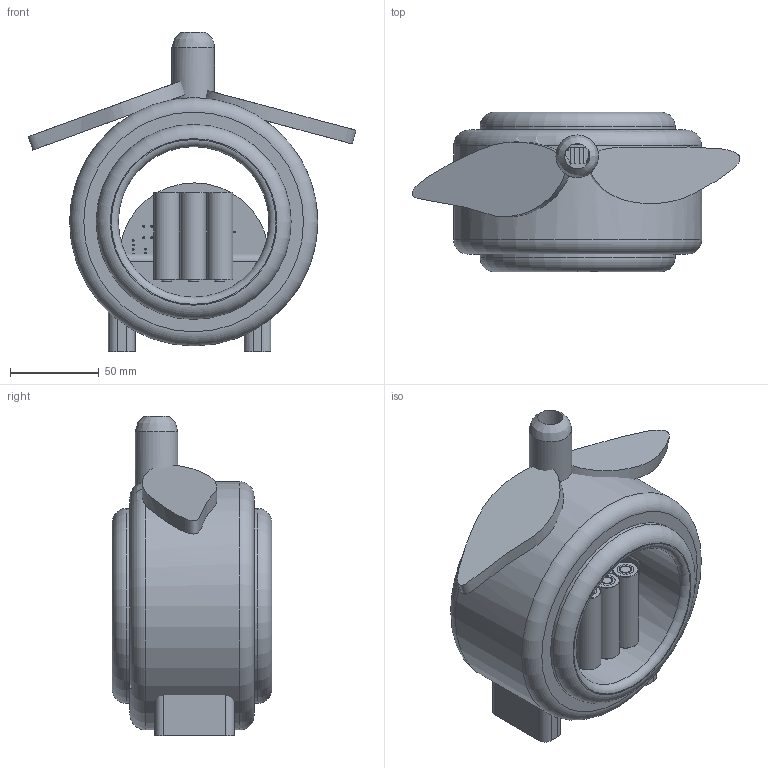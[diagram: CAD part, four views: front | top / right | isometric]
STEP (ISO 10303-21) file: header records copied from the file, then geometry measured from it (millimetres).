
FILE_DESCRIPTION(/* description */ (''),/* implementation_level */ '2;1');
FILE_NAME(/* name */ 'case.step',/* time_stamp */ '2025-11-30T19:14:08-05:00',/* author */ (''),/* organization */ (''),/* preprocessor_version */ 'ST-DEVELOPER v20.1',/* originating_system */ 'Autodesk Translation Framework v14.21.0.0',/* authorisation */ '');
FILE_SCHEMA (('AUTOMOTIVE_DESIGN { 1 0 10303 214 3 1 1 }'));
Length unit declared in the file: millimetre
Products named in the file (15): 2025-11-30-17-41-57-714; clementine clock 1; PinHeader_1x04_P2.54mm_Vertical; SW_SPDT_PCM12; SOIC-8_3.9x4.9mm_P1.27mm; SOT-23-5; SW_PUSH_6mm; JST_PH_B5B-PH-K_1x05_P2.00mm_Vertical; LED_0805_2012Metric; clementine clock_PCB; C_0805_2012Metric; JST_PH_B2B-PH-K_1x02_P2.00mm_Vertical; R_0805_2012Metric; Body001; AA Battery
Assembly tree (24 placements, depth 3):
  2025-11-30-17-41-57-714
    clementine clock 1
      PinHeader_1x04_P2.54mm_Vertical
      C_0805_2012Metric  x6
      SW_SPDT_PCM12
      SOIC-8_3.9x4.9mm_P1.27mm
      R_0805_2012Metric  x2
      JST_PH_B2B-PH-K_1x02_P2.00mm_Vertical  x3
      SOT-23-5
      SW_PUSH_6mm
      JST_PH_B5B-PH-K_1x05_P2.00mm_Vertical
      LED_0805_2012Metric
      clementine clock_PCB
    Body001
    AA Battery  x3
Bounding box: 184.94 x 90 x 180 mm (x, y, z)
Volume: 955798.8 mm3; surface area: 139244.6 mm2
Topology: 29 solids, 29 shells, 1683 faces, 4273 edges, 2755 vertices
Faces by surface type: plane 1353, cylinder 302, torus 20, cone 5, bspline 3
Full cylindrical faces by diameter (mm): 0.51 x12, 0.6 x1, 0.75 x11, 0.8 x2, 0.889 x14, 0.9 x2, 1 x8, 1.1 x4, 1.35 x4, 3.5 x1, 5.5 x3, 14.291 x1, 14.5 x3, 15 x1, 24 x1, 85 x1, 110 x2, 140 x1
Entity records: 40906 total; most frequent: CARTESIAN_POINT 7315, ORIENTED_EDGE 6598, DIRECTION 6454, EDGE_CURVE 3299, LINE 2798, VECTOR 2798, VERTEX_POINT 2113, AXIS2_PLACEMENT_3D 1828
